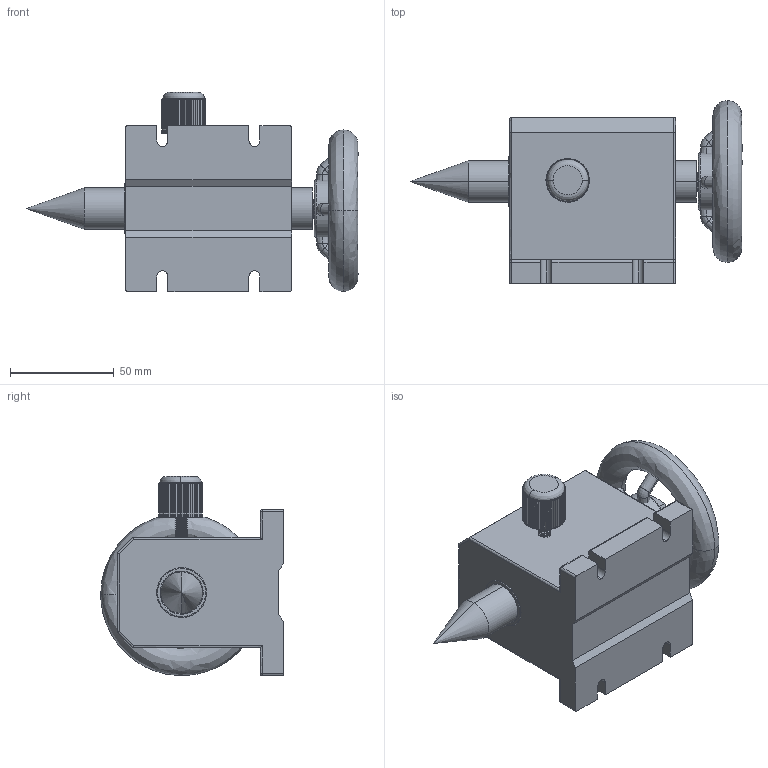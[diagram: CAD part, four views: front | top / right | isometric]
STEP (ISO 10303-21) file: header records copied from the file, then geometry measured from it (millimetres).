
FILE_DESCRIPTION(/* description */ (''),/* implementation_level */ '2;1');
FILE_NAME(/* name */ 'MT01',/* time_stamp */ '2014-11-24T19:21:23+01:00',/* author */ (''),/* organization */ (''),/* preprocessor_version */ 'ST-DEVELOPER v14',/* originating_system */ '',/* authorisation */ '');
FILE_SCHEMA (('CONFIG_CONTROL_DESIGN'));
Length unit declared in the file: millimetre
Products named in the file (1): Document
Bounding box: 160 x 88 x 96 mm (x, y, z)
Volume: 416912.2 mm3; surface area: 69851.2 mm2
Topology: 69 solids, 69 shells, 705 faces, 1407 edges, 839 vertices
Faces by surface type: bspline 529, plane 176
Entity records: 46207 total; most frequent: CARTESIAN_POINT 37895, ORIENTED_EDGE 2810, EDGE_CURVE 1405, VERTEX_POINT 839, EDGE_LOOP 712, ADVANCED_FACE 705, FACE_OUTER_BOUND 705, B_SPLINE_CURVE_WITH_KNOTS 375
